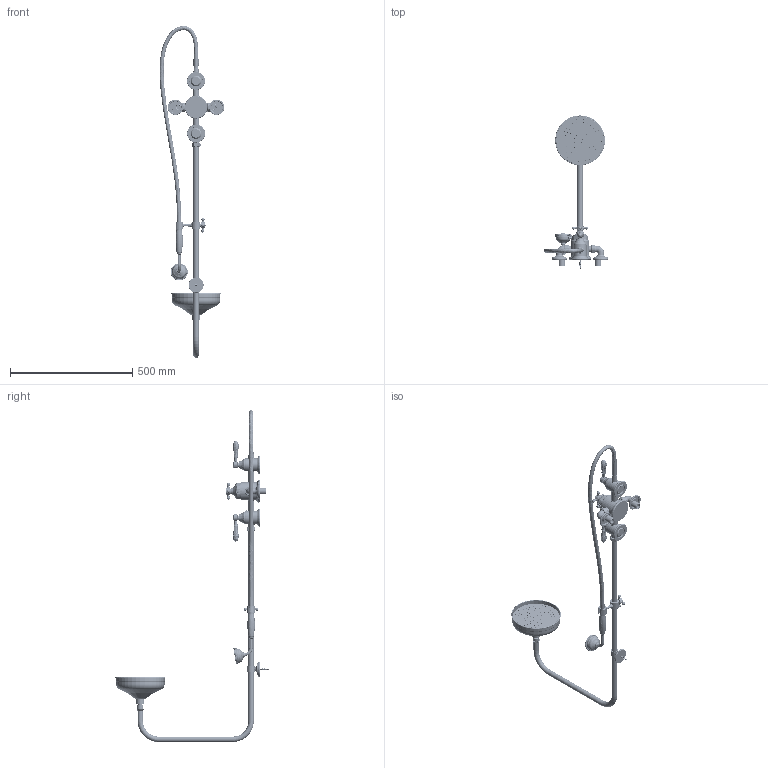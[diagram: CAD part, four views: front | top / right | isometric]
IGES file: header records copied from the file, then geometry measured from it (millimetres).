
Global section: file name: No Iges File Name specified; native system: Autodesk Inventor 2010; preprocessor: AutoDesk Inventor Iges Exporter R2010; author: adaniels; date: 20100528.135053; units: millimetre
Bounding box: 265.73 x 627.49 x 1360.51 mm (x, y, z)
Volume: 2882740 mm3; surface area: 869161.1 mm2
Topology: 148 solids, 148 shells, 7273 faces, 18619 edges, 11910 vertices
Faces by surface type: plane 2715, revolution 1549, bspline 992, cylinder 986, cone 563, torus 388, sphere 80
